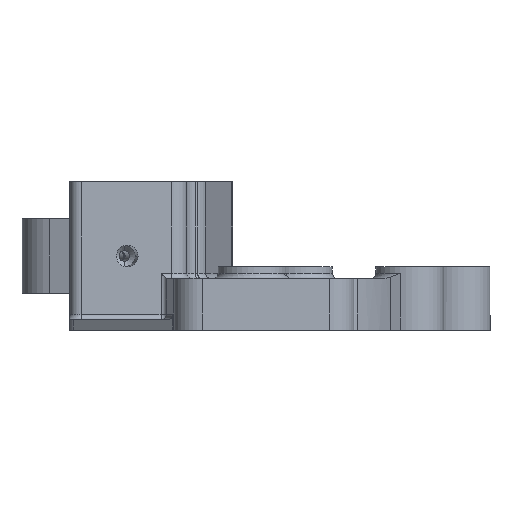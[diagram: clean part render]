
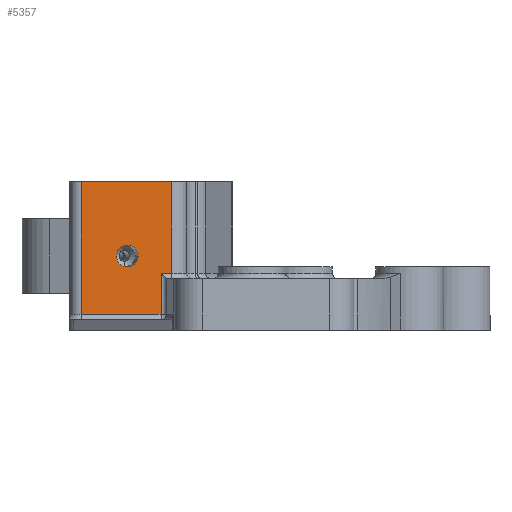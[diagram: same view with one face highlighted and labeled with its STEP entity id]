
A CAD part, front view. The second image highlights one B-rep face of the part: STEP entity #5357.
In plain terms, the highlighted face is planar.
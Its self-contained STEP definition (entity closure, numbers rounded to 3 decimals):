
#17 = VERTEX_POINT ( 'NONE', #1354 ) ;
#104 = EDGE_CURVE ( 'NONE', #961, #749, #1505, .T. ) ;
#131 = ORIENTED_EDGE ( 'NONE', *, *, #7009, .T. ) ;
#265 = DIRECTION ( 'NONE',  ( 0., 0., -1. ) ) ;
#348 = EDGE_CURVE ( 'NONE', #6873, #6157, #5188, .T. ) ;
#425 = CARTESIAN_POINT ( 'NONE',  ( 44.375, -24., 0. ) ) ;
#563 = DIRECTION ( 'NONE',  ( 1., 0., 0. ) ) ;
#749 = VERTEX_POINT ( 'NONE', #4111 ) ;
#935 = VECTOR ( 'NONE', #4417, 1000. ) ;
#961 = VERTEX_POINT ( 'NONE', #6257 ) ;
#1354 = CARTESIAN_POINT ( 'NONE',  ( 53.107, -24., 11. ) ) ;
#1505 = CIRCLE ( 'NONE', #3992, 2.05 ) ;
#1800 = LINE ( 'NONE', #2752, #6041 ) ;
#1830 = DIRECTION ( 'NONE',  ( -1., 0., 0. ) ) ;
#2002 = LINE ( 'NONE', #6738, #3565 ) ;
#2153 = DIRECTION ( 'NONE',  ( 1., 0., 0. ) ) ;
#2213 = DIRECTION ( 'NONE',  ( 0., -1., 0. ) ) ;
#2268 = CARTESIAN_POINT ( 'NONE',  ( 37., -24., 11. ) ) ;
#2310 = CARTESIAN_POINT ( 'NONE',  ( 53.107, -24., -14. ) ) ;
#2348 = CARTESIAN_POINT ( 'NONE',  ( 38., -24., 3.25 ) ) ;
#2415 = CARTESIAN_POINT ( 'NONE',  ( 53.107, -24., 14. ) ) ;
#2525 = DIRECTION ( 'NONE',  ( -1., 0., 0. ) ) ;
#2685 = CARTESIAN_POINT ( 'NONE',  ( 38., -24., 14. ) ) ;
#2752 = CARTESIAN_POINT ( 'NONE',  ( 53., -24., -14. ) ) ;
#3010 = DIRECTION ( 'NONE',  ( 0., 0., 1. ) ) ;
#3014 = ORIENTED_EDGE ( 'NONE', *, *, #104, .F. ) ;
#3365 = AXIS2_PLACEMENT_3D ( 'NONE', #7756, #4176, #563 ) ;
#3368 = EDGE_CURVE ( 'NONE', #5108, #4262, #1800, .T. ) ;
#3565 = VECTOR ( 'NONE', #2525, 1000. ) ;
#3821 = EDGE_CURVE ( 'NONE', #6157, #4737, #2002, .T. ) ;
#3976 = ORIENTED_EDGE ( 'NONE', *, *, #348, .T. ) ;
#3992 = AXIS2_PLACEMENT_3D ( 'NONE', #425, #2213, #4351 ) ;
#4068 = CARTESIAN_POINT ( 'NONE',  ( 38., -24., 11. ) ) ;
#4111 = CARTESIAN_POINT ( 'NONE',  ( 46.425, -24., 0. ) ) ;
#4176 = DIRECTION ( 'NONE',  ( 0., -1., 0. ) ) ;
#4213 = PLANE ( 'NONE',  #5107 ) ;
#4262 = VERTEX_POINT ( 'NONE', #2310 ) ;
#4351 = DIRECTION ( 'NONE',  ( 1., 0., 0. ) ) ;
#4417 = DIRECTION ( 'NONE',  ( 0., 0., -1. ) ) ;
#4634 = EDGE_LOOP ( 'NONE', ( #3976, #5644, #4987, #5328, #131, #7316 ) ) ;
#4686 = EDGE_CURVE ( 'NONE', #749, #961, #5775, .T. ) ;
#4737 = VERTEX_POINT ( 'NONE', #4823 ) ;
#4823 = CARTESIAN_POINT ( 'NONE',  ( 36., -24., 3.25 ) ) ;
#4864 = ORIENTED_EDGE ( 'NONE', *, *, #4686, .F. ) ;
#4902 = EDGE_LOOP ( 'NONE', ( #4864, #3014 ) ) ;
#4987 = ORIENTED_EDGE ( 'NONE', *, *, #7676, .T. ) ;
#4992 = VECTOR ( 'NONE', #265, 1000. ) ;
#5107 = AXIS2_PLACEMENT_3D ( 'NONE', #6596, #5445, #1830 ) ;
#5108 = VERTEX_POINT ( 'NONE', #6209 ) ;
#5188 = LINE ( 'NONE', #2685, #4992 ) ;
#5328 = ORIENTED_EDGE ( 'NONE', *, *, #3368, .T. ) ;
#5357 = ADVANCED_FACE ( 'NONE', ( #6002, #7754 ), #4213, .F. ) ;
#5433 = VECTOR ( 'NONE', #7657, 1000. ) ;
#5445 = DIRECTION ( 'NONE',  ( 0., 1., 0. ) ) ;
#5632 = LINE ( 'NONE', #2268, #5433 ) ;
#5644 = ORIENTED_EDGE ( 'NONE', *, *, #3821, .T. ) ;
#5775 = CIRCLE ( 'NONE', #3365, 2.05 ) ;
#5936 = LINE ( 'NONE', #7384, #935 ) ;
#5942 = VECTOR ( 'NONE', #3010, 1000. ) ;
#6002 = FACE_BOUND ( 'NONE', #4902, .T. ) ;
#6041 = VECTOR ( 'NONE', #2153, 1000. ) ;
#6048 = EDGE_CURVE ( 'NONE', #17, #6873, #5632, .T. ) ;
#6157 = VERTEX_POINT ( 'NONE', #2348 ) ;
#6209 = CARTESIAN_POINT ( 'NONE',  ( 36., -24., -14. ) ) ;
#6257 = CARTESIAN_POINT ( 'NONE',  ( 42.325, -24., 0. ) ) ;
#6596 = CARTESIAN_POINT ( 'NONE',  ( 53., -24., 14. ) ) ;
#6738 = CARTESIAN_POINT ( 'NONE',  ( 36., -24., 3.25 ) ) ;
#6873 = VERTEX_POINT ( 'NONE', #4068 ) ;
#7009 = EDGE_CURVE ( 'NONE', #4262, #17, #7516, .T. ) ;
#7316 = ORIENTED_EDGE ( 'NONE', *, *, #6048, .T. ) ;
#7384 = CARTESIAN_POINT ( 'NONE',  ( 36., -24., 14. ) ) ;
#7516 = LINE ( 'NONE', #2415, #5942 ) ;
#7657 = DIRECTION ( 'NONE',  ( -1., 0., 0. ) ) ;
#7676 = EDGE_CURVE ( 'NONE', #4737, #5108, #5936, .T. ) ;
#7754 = FACE_OUTER_BOUND ( 'NONE', #4634, .T. ) ;
#7756 = CARTESIAN_POINT ( 'NONE',  ( 44.375, -24., 0. ) ) ;
